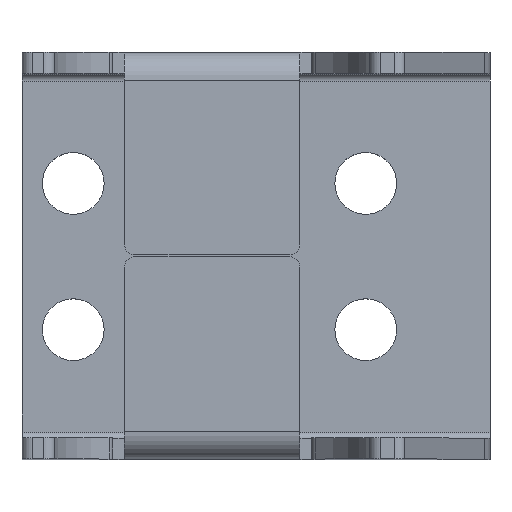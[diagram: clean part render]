
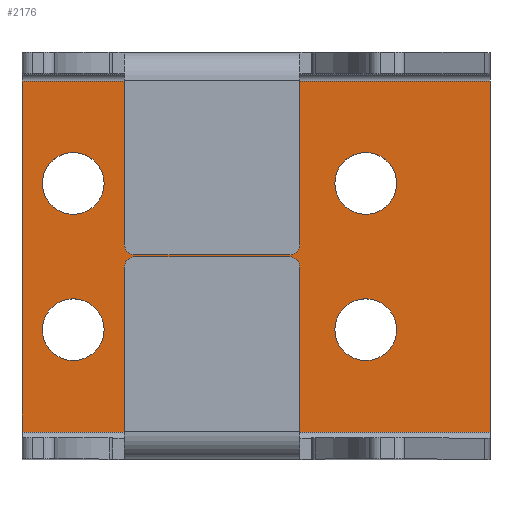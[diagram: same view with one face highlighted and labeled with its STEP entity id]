
A CAD part, top view. The second image highlights one B-rep face of the part: STEP entity #2176.
In plain terms, the highlighted planar face has unit normal (0, 0, 1).
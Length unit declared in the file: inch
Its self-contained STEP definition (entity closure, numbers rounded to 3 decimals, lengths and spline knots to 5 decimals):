
#129 = VECTOR ( 'NONE', #1607, 39.37008 ) ;
#143 = VERTEX_POINT ( 'NONE', #1857 ) ;
#169 = DIRECTION ( 'NONE',  ( 0., 0., -1. ) ) ;
#178 = EDGE_CURVE ( 'NONE', #376, #1165, #2258, .T. ) ;
#270 = DIRECTION ( 'NONE',  ( 1., 0., 0. ) ) ;
#350 = AXIS2_PLACEMENT_3D ( 'NONE', #2467, #1155, #270 ) ;
#376 = VERTEX_POINT ( 'NONE', #1399 ) ;
#380 = FACE_BOUND ( 'NONE', #2629, .T. ) ;
#444 = CIRCLE ( 'NONE', #1772, 0.132 ) ;
#505 = EDGE_CURVE ( 'NONE', #1530, #878, #577, .T. ) ;
#507 = DIRECTION ( 'NONE',  ( 1., 0., 0. ) ) ;
#534 = CIRCLE ( 'NONE', #984, 0.132 ) ;
#571 = VERTEX_POINT ( 'NONE', #622 ) ;
#572 = CIRCLE ( 'NONE', #1719, 0.132 ) ;
#577 = LINE ( 'NONE', #1763, #1238 ) ;
#603 = ORIENTED_EDGE ( 'NONE', *, *, #1982, .T. ) ;
#622 = CARTESIAN_POINT ( 'NONE',  ( -0.649, 0.3125, 0.09 ) ) ;
#624 = VERTEX_POINT ( 'NONE', #1134 ) ;
#634 = EDGE_CURVE ( 'NONE', #1697, #1530, #1123, .T. ) ;
#666 = ORIENTED_EDGE ( 'NONE', *, *, #1463, .F. ) ;
#671 = EDGE_CURVE ( 'NONE', #1696, #1697, #688, .T. ) ;
#688 = LINE ( 'NONE', #2399, #129 ) ;
#690 = CARTESIAN_POINT ( 'NONE',  ( 0.469, 0.3125, 0.09 ) ) ;
#725 = DIRECTION ( 'NONE',  ( 1., 0., 0. ) ) ;
#734 = VECTOR ( 'NONE', #1083, 39.37008 ) ;
#770 = AXIS2_PLACEMENT_3D ( 'NONE', #1342, #2494, #1118 ) ;
#878 = VERTEX_POINT ( 'NONE', #2319 ) ;
#905 = CARTESIAN_POINT ( 'NONE',  ( 0.337, -0.3125, 0.09 ) ) ;
#910 = CARTESIAN_POINT ( 'NONE',  ( -0.781, 0.3125, 0.09 ) ) ;
#912 = ORIENTED_EDGE ( 'NONE', *, *, #2641, .F. ) ;
#921 = AXIS2_PLACEMENT_3D ( 'NONE', #2063, #169, #2651 ) ;
#984 = AXIS2_PLACEMENT_3D ( 'NONE', #910, #2635, #2360 ) ;
#991 = FACE_BOUND ( 'NONE', #1739, .T. ) ;
#1010 = DIRECTION ( 'NONE',  ( -1., 0., 0. ) ) ;
#1026 = CARTESIAN_POINT ( 'NONE',  ( -1., 0.75, 0.09 ) ) ;
#1056 = ORIENTED_EDGE ( 'NONE', *, *, #1824, .F. ) ;
#1077 = CARTESIAN_POINT ( 'NONE',  ( -0.781, -0.3125, 0.09 ) ) ;
#1083 = DIRECTION ( 'NONE',  ( 1., 0., 0. ) ) ;
#1091 = LINE ( 'NONE', #1026, #2256 ) ;
#1114 = EDGE_LOOP ( 'NONE', ( #1676, #603, #2554, #1126 ) ) ;
#1118 = DIRECTION ( 'NONE',  ( 1., 0., 0. ) ) ;
#1123 = LINE ( 'NONE', #1525, #734 ) ;
#1126 = ORIENTED_EDGE ( 'NONE', *, *, #634, .T. ) ;
#1128 = CARTESIAN_POINT ( 'NONE',  ( 0.469, -0.3125, 0.09 ) ) ;
#1134 = CARTESIAN_POINT ( 'NONE',  ( -0.913, -0.3125, 0.09 ) ) ;
#1140 = CARTESIAN_POINT ( 'NONE',  ( -1., -0.75, 0.09 ) ) ;
#1148 = AXIS2_PLACEMENT_3D ( 'NONE', #1128, #1344, #507 ) ;
#1155 = DIRECTION ( 'NONE',  ( 0., 0., 1. ) ) ;
#1165 = VERTEX_POINT ( 'NONE', #2250 ) ;
#1209 = PLANE ( 'NONE',  #921 ) ;
#1238 = VECTOR ( 'NONE', #1988, 39.37008 ) ;
#1240 = ORIENTED_EDGE ( 'NONE', *, *, #2339, .F. ) ;
#1243 = DIRECTION ( 'NONE',  ( 1., 0., 0. ) ) ;
#1260 = CIRCLE ( 'NONE', #2571, 0.132 ) ;
#1294 = EDGE_LOOP ( 'NONE', ( #1240, #1427 ) ) ;
#1342 = CARTESIAN_POINT ( 'NONE',  ( 0.469, -0.3125, 0.09 ) ) ;
#1344 = DIRECTION ( 'NONE',  ( 0., 0., 1. ) ) ;
#1399 = CARTESIAN_POINT ( 'NONE',  ( 0.337, 0.3125, 0.09 ) ) ;
#1419 = FACE_BOUND ( 'NONE', #1879, .T. ) ;
#1427 = ORIENTED_EDGE ( 'NONE', *, *, #178, .F. ) ;
#1463 = EDGE_CURVE ( 'NONE', #1540, #1599, #1743, .T. ) ;
#1489 = ORIENTED_EDGE ( 'NONE', *, *, #1677, .F. ) ;
#1525 = CARTESIAN_POINT ( 'NONE',  ( -1., -0.75, 0.09 ) ) ;
#1530 = VERTEX_POINT ( 'NONE', #2512 ) ;
#1540 = VERTEX_POINT ( 'NONE', #1873 ) ;
#1580 = CARTESIAN_POINT ( 'NONE',  ( -0.781, 0.3125, 0.09 ) ) ;
#1599 = VERTEX_POINT ( 'NONE', #905 ) ;
#1607 = DIRECTION ( 'NONE',  ( 0., -1., 0. ) ) ;
#1676 = ORIENTED_EDGE ( 'NONE', *, *, #505, .T. ) ;
#1677 = EDGE_CURVE ( 'NONE', #624, #1832, #1260, .T. ) ;
#1696 = VERTEX_POINT ( 'NONE', #1843 ) ;
#1697 = VERTEX_POINT ( 'NONE', #1140 ) ;
#1719 = AXIS2_PLACEMENT_3D ( 'NONE', #1580, #2406, #725 ) ;
#1739 = EDGE_LOOP ( 'NONE', ( #2146, #1056 ) ) ;
#1743 = CIRCLE ( 'NONE', #770, 0.132 ) ;
#1756 = DIRECTION ( 'NONE',  ( 0., 0., 1. ) ) ;
#1763 = CARTESIAN_POINT ( 'NONE',  ( 1., -0.75, 0.09 ) ) ;
#1772 = AXIS2_PLACEMENT_3D ( 'NONE', #690, #2543, #1243 ) ;
#1794 = ORIENTED_EDGE ( 'NONE', *, *, #2590, .F. ) ;
#1824 = EDGE_CURVE ( 'NONE', #143, #571, #534, .T. ) ;
#1832 = VERTEX_POINT ( 'NONE', #2126 ) ;
#1843 = CARTESIAN_POINT ( 'NONE',  ( -1., 0.75, 0.09 ) ) ;
#1851 = FACE_OUTER_BOUND ( 'NONE', #1114, .T. ) ;
#1857 = CARTESIAN_POINT ( 'NONE',  ( -0.913, 0.3125, 0.09 ) ) ;
#1873 = CARTESIAN_POINT ( 'NONE',  ( 0.601, -0.3125, 0.09 ) ) ;
#1878 = CIRCLE ( 'NONE', #1148, 0.132 ) ;
#1879 = EDGE_LOOP ( 'NONE', ( #1794, #1489 ) ) ;
#1982 = EDGE_CURVE ( 'NONE', #878, #1696, #1091, .T. ) ;
#1988 = DIRECTION ( 'NONE',  ( 0., 1., 0. ) ) ;
#2063 = CARTESIAN_POINT ( 'NONE',  ( 0., 0., 0.09 ) ) ;
#2064 = DIRECTION ( 'NONE',  ( 1., 0., 0. ) ) ;
#2102 = EDGE_CURVE ( 'NONE', #571, #143, #572, .T. ) ;
#2126 = CARTESIAN_POINT ( 'NONE',  ( -0.649, -0.3125, 0.09 ) ) ;
#2146 = ORIENTED_EDGE ( 'NONE', *, *, #2102, .F. ) ;
#2174 = CARTESIAN_POINT ( 'NONE',  ( 0.469, 0.3125, 0.09 ) ) ;
#2176 = ADVANCED_FACE ( 'NONE', ( #1419, #380, #2247, #991, #1851 ), #1209, .F. ) ;
#2247 = FACE_BOUND ( 'NONE', #1294, .T. ) ;
#2248 = DIRECTION ( 'NONE',  ( 0., 0., 1. ) ) ;
#2250 = CARTESIAN_POINT ( 'NONE',  ( 0.601, 0.3125, 0.09 ) ) ;
#2256 = VECTOR ( 'NONE', #1010, 39.37008 ) ;
#2258 = CIRCLE ( 'NONE', #2269, 0.132 ) ;
#2269 = AXIS2_PLACEMENT_3D ( 'NONE', #2174, #1756, #2064 ) ;
#2319 = CARTESIAN_POINT ( 'NONE',  ( 1., 0.75, 0.09 ) ) ;
#2339 = EDGE_CURVE ( 'NONE', #1165, #376, #444, .T. ) ;
#2345 = CIRCLE ( 'NONE', #350, 0.132 ) ;
#2360 = DIRECTION ( 'NONE',  ( 1., 0., 0. ) ) ;
#2369 = DIRECTION ( 'NONE',  ( 1., 0., 0. ) ) ;
#2399 = CARTESIAN_POINT ( 'NONE',  ( -1., -0.75, 0.09 ) ) ;
#2406 = DIRECTION ( 'NONE',  ( 0., 0., 1. ) ) ;
#2467 = CARTESIAN_POINT ( 'NONE',  ( -0.781, -0.3125, 0.09 ) ) ;
#2494 = DIRECTION ( 'NONE',  ( 0., 0., 1. ) ) ;
#2512 = CARTESIAN_POINT ( 'NONE',  ( 1., -0.75, 0.09 ) ) ;
#2543 = DIRECTION ( 'NONE',  ( 0., 0., 1. ) ) ;
#2554 = ORIENTED_EDGE ( 'NONE', *, *, #671, .T. ) ;
#2571 = AXIS2_PLACEMENT_3D ( 'NONE', #1077, #2248, #2369 ) ;
#2590 = EDGE_CURVE ( 'NONE', #1832, #624, #2345, .T. ) ;
#2629 = EDGE_LOOP ( 'NONE', ( #666, #912 ) ) ;
#2635 = DIRECTION ( 'NONE',  ( 0., 0., 1. ) ) ;
#2641 = EDGE_CURVE ( 'NONE', #1599, #1540, #1878, .T. ) ;
#2651 = DIRECTION ( 'NONE',  ( -1., 0., 0. ) ) ;
